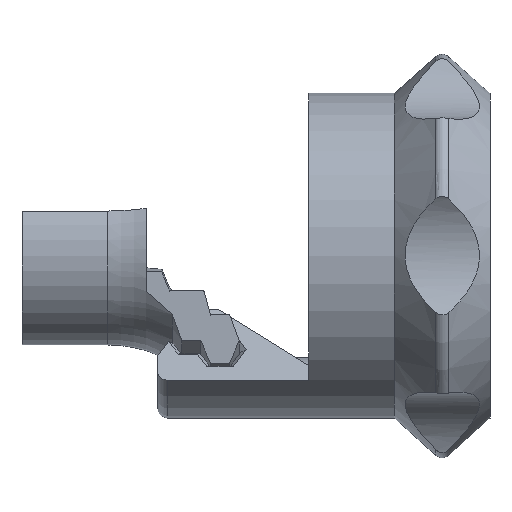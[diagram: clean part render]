
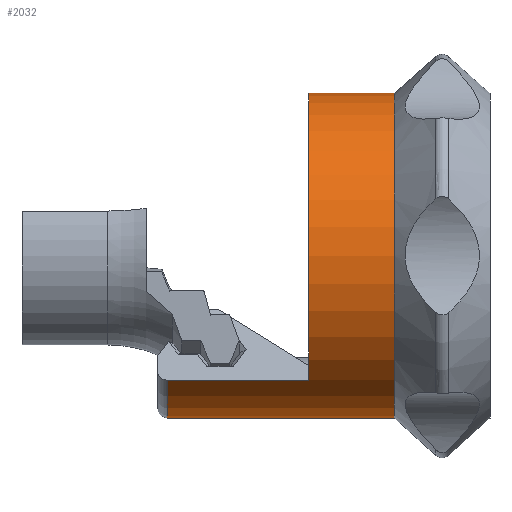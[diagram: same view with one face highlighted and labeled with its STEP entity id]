
A CAD part, left-side view. The second image highlights one B-rep face of the part: STEP entity #2032.
In plain terms, the highlighted cylindrical face has radius 17 mm (diameter 34 mm), a full revolution.
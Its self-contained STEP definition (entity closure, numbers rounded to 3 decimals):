
#104=CYLINDRICAL_SURFACE('',#2262,17.);
#221=LINE('',#2869,#297);
#269=LINE('',#4106,#345);
#270=LINE('',#4112,#346);
#297=VECTOR('',#2331,10.);
#345=VECTOR('',#2721,10.);
#346=VECTOR('',#2732,17.);
#480=FACE_OUTER_BOUND('',#601,.T.);
#601=EDGE_LOOP('',(#1749,#1750,#1751,#1752,#1753,#1754,#1755,#1756));
#635=CIRCLE('',#2082,17.);
#636=CIRCLE('',#2083,17.);
#649=CIRCLE('',#2111,17.);
#731=CIRCLE('',#2259,17.);
#754=VERTEX_POINT('',#2851);
#757=VERTEX_POINT('',#2856);
#758=VERTEX_POINT('',#2858);
#761=VERTEX_POINT('',#2868);
#809=VERTEX_POINT('',#3255);
#903=VERTEX_POINT('',#4104);
#961=EDGE_CURVE('',#757,#758,#635,.T.);
#962=EDGE_CURVE('',#758,#754,#636,.T.);
#966=EDGE_CURVE('',#761,#754,#221,.T.);
#1031=EDGE_CURVE('',#809,#809,#649,.T.);
#1194=EDGE_CURVE('',#903,#757,#269,.T.);
#1195=EDGE_CURVE('',#903,#761,#731,.T.);
#1196=EDGE_CURVE('',#758,#809,#270,.T.);
#1749=ORIENTED_EDGE('',*,*,#961,.F.);
#1750=ORIENTED_EDGE('',*,*,#1194,.F.);
#1751=ORIENTED_EDGE('',*,*,#1195,.T.);
#1752=ORIENTED_EDGE('',*,*,#966,.T.);
#1753=ORIENTED_EDGE('',*,*,#962,.F.);
#1754=ORIENTED_EDGE('',*,*,#1196,.T.);
#1755=ORIENTED_EDGE('',*,*,#1031,.T.);
#1756=ORIENTED_EDGE('',*,*,#1196,.F.);
#2032=ADVANCED_FACE('',(#480),#104,.T.);
#2082=AXIS2_PLACEMENT_3D('',#2859,#2319,#2320);
#2083=AXIS2_PLACEMENT_3D('',#2860,#2321,#2322);
#2111=AXIS2_PLACEMENT_3D('',#3256,#2399,#2400);
#2259=AXIS2_PLACEMENT_3D('',#4108,#2724,#2725);
#2262=AXIS2_PLACEMENT_3D('',#4111,#2730,#2731);
#2319=DIRECTION('center_axis',(0.,1.,0.));
#2320=DIRECTION('ref_axis',(0.,0.,
-1.));
#2321=DIRECTION('center_axis',(0.,1.,0.));
#2322=DIRECTION('ref_axis',(0.,0.,
-1.));
#2331=DIRECTION('',(0.,1.,0.));
#2399=DIRECTION('center_axis',(0.,1.,0.));
#2400=DIRECTION('ref_axis',(0.,0.,1.));
#2721=DIRECTION('',(0.,1.,0.));
#2724=DIRECTION('center_axis',(0.,-1.,0.));
#2725=DIRECTION('ref_axis',(0.,0.,1.));
#2730=DIRECTION('center_axis',(0.,1.,0.));
#2731=DIRECTION('ref_axis',(0.,0.,1.));
#2732=DIRECTION('',(0.,-1.,0.));
#2851=CARTESIAN_POINT('',(-10.927,33.768,-13.023));
#2856=CARTESIAN_POINT('',(10.927,33.768,-13.023));
#2858=CARTESIAN_POINT('',(0.,33.768,-17.));
#2859=CARTESIAN_POINT('Origin',(0.,33.768,0.));
#2860=CARTESIAN_POINT('Origin',(0.,33.768,0.));
#2868=CARTESIAN_POINT('',(-10.927,19.,-13.023));
#2869=CARTESIAN_POINT('',(-10.927,34.768,-13.023));
#3255=CARTESIAN_POINT('',(0.,10.,-17.));
#3256=CARTESIAN_POINT('Origin',(0.,10.,0.));
#4104=CARTESIAN_POINT('',(10.927,19.,-13.023));
#4106=CARTESIAN_POINT('',(10.927,34.768,-13.023));
#4108=CARTESIAN_POINT('Origin',(0.,19.,0.));
#4111=CARTESIAN_POINT('Origin',(0.,0.,0.));
#4112=CARTESIAN_POINT('',(0.,0.,-17.));
